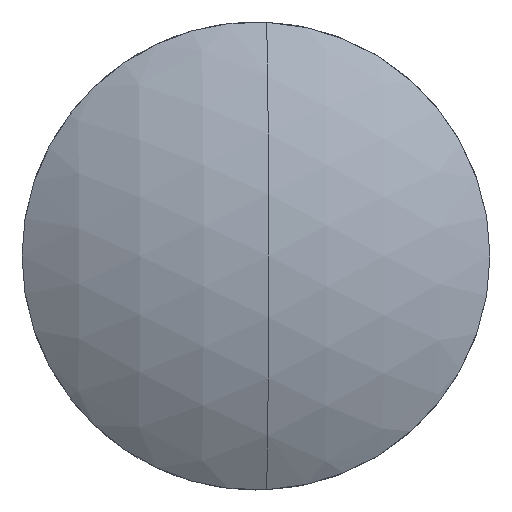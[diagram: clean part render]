
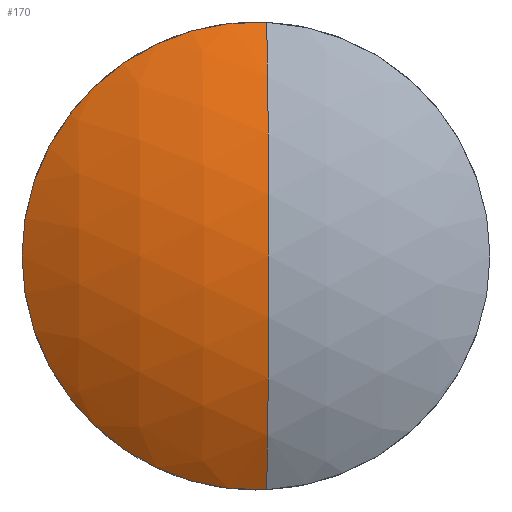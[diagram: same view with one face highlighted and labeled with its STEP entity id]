
A CAD part, left-side view. The second image highlights one B-rep face of the part: STEP entity #170.
In plain terms, the highlighted spherical face has radius 2.73 mm.
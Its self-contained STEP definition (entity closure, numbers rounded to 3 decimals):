
#3 = DIRECTION ( 'NONE',  ( 0., 0., -1. ) ) ;
#12 = AXIS2_PLACEMENT_3D ( 'NONE', #103, #200, #25 ) ;
#21 = AXIS2_PLACEMENT_3D ( 'NONE', #49, #160, #174 ) ;
#25 = DIRECTION ( 'NONE',  ( -1., -0.03, 0. ) ) ;
#36 = ORIENTED_EDGE ( 'NONE', *, *, #152, .F. ) ;
#43 = VERTEX_POINT ( 'NONE', #99 ) ;
#49 = CARTESIAN_POINT ( 'NONE',  ( 0., 0., 0. ) ) ;
#59 = VERTEX_POINT ( 'NONE', #158 ) ;
#64 = DIRECTION ( 'NONE',  ( 0., 0., -1. ) ) ;
#67 = DIRECTION ( 'NONE',  ( 1., 0., 0. ) ) ;
#68 = CARTESIAN_POINT ( 'NONE',  ( -2.281, 0., 0. ) ) ;
#76 = VERTEX_POINT ( 'NONE', #234 ) ;
#83 = FACE_OUTER_BOUND ( 'NONE', #196, .T. ) ;
#92 = ORIENTED_EDGE ( 'NONE', *, *, #184, .F. ) ;
#99 = CARTESIAN_POINT ( 'NONE',  ( -2.281, 1.5, 0. ) ) ;
#102 = CARTESIAN_POINT ( 'NONE',  ( -2.281, 0., 0. ) ) ;
#103 = CARTESIAN_POINT ( 'NONE',  ( 0., 0., 0. ) ) ;
#110 = CIRCLE ( 'NONE', #144, 1.5 ) ;
#120 = ORIENTED_EDGE ( 'NONE', *, *, #123, .T. ) ;
#123 = EDGE_CURVE ( 'NONE', #76, #59, #215, .T. ) ;
#124 = AXIS2_PLACEMENT_3D ( 'NONE', #102, #140, #64 ) ;
#140 = DIRECTION ( 'NONE',  ( 1., 0., 0. ) ) ;
#144 = AXIS2_PLACEMENT_3D ( 'NONE', #68, #67, #3 ) ;
#152 = EDGE_CURVE ( 'NONE', #43, #59, #110, .T. ) ;
#158 = CARTESIAN_POINT ( 'NONE',  ( -2.281, -0.069, 1.498 ) ) ;
#160 = DIRECTION ( 'NONE',  ( -0.03, 1., 0. ) ) ;
#170 = ADVANCED_FACE ( 'NONE', ( #83 ), #216, .T. ) ;
#174 = DIRECTION ( 'NONE',  ( -1., -0.03, 0. ) ) ;
#184 = EDGE_CURVE ( 'NONE', #76, #43, #225, .T. ) ;
#196 = EDGE_LOOP ( 'NONE', ( #92, #120, #36 ) ) ;
#200 = DIRECTION ( 'NONE',  ( 0.03, -1., 0. ) ) ;
#215 = CIRCLE ( 'NONE', #21, 2.73 ) ;
#216 = SPHERICAL_SURFACE ( 'NONE', #12, 2.73 ) ;
#225 = CIRCLE ( 'NONE', #124, 1.5 ) ;
#234 = CARTESIAN_POINT ( 'NONE',  ( -2.281, -0.069, -1.498 ) ) ;
